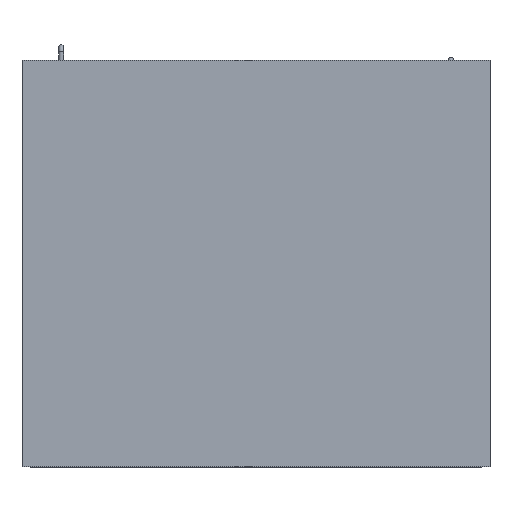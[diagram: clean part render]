
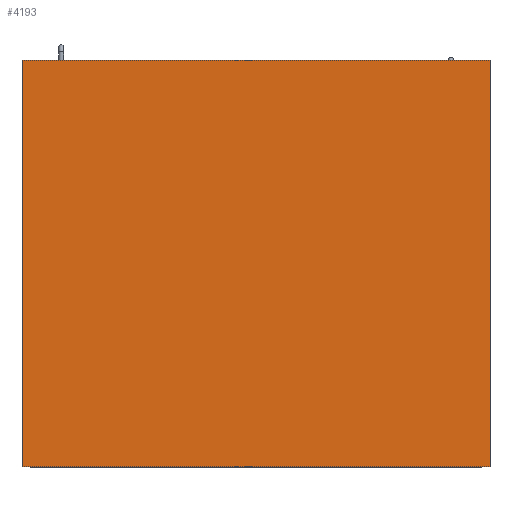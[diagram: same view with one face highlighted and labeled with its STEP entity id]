
A CAD part, front view. The second image highlights one B-rep face of the part: STEP entity #4193.
In plain terms, the highlighted planar face has unit normal (0, -1, 0).
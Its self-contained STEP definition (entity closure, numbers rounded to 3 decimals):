
#244=FACE_OUTER_BOUND('',#497,.T.);
#497=EDGE_LOOP('',(#2782,#2783,#2784,#2785));
#752=LINE('',#6103,#1246);
#755=LINE('',#6109,#1249);
#758=LINE('',#6115,#1252);
#761=LINE('',#6119,#1255);
#1246=VECTOR('',#4863,10.);
#1249=VECTOR('',#4868,10.);
#1252=VECTOR('',#4873,10.);
#1255=VECTOR('',#4878,10.);
#1740=VERTEX_POINT('',#6100);
#1741=VERTEX_POINT('',#6102);
#1743=VERTEX_POINT('',#6108);
#1745=VERTEX_POINT('',#6114);
#2152=EDGE_CURVE('',#1741,#1740,#752,.T.);
#2155=EDGE_CURVE('',#1743,#1741,#755,.T.);
#2158=EDGE_CURVE('',#1745,#1743,#758,.T.);
#2161=EDGE_CURVE('',#1740,#1745,#761,.T.);
#2782=ORIENTED_EDGE('',*,*,#2161,.T.);
#2783=ORIENTED_EDGE('',*,*,#2158,.T.);
#2784=ORIENTED_EDGE('',*,*,#2155,.T.);
#2785=ORIENTED_EDGE('',*,*,#2152,.T.);
#3991=PLANE('',#4491);
#4193=ADVANCED_FACE('',(#244),#3991,.T.);
#4491=AXIS2_PLACEMENT_3D('',#6121,#4881,#4882);
#4863=DIRECTION('',(1.,0.,0.));
#4868=DIRECTION('',(0.,0.,-1.));
#4873=DIRECTION('',(-1.,0.,0.));
#4878=DIRECTION('',(0.,0.,1.));
#4881=DIRECTION('center_axis',(0.,-1.,0.));
#4882=DIRECTION('ref_axis',(0.,0.,-1.));
#6100=CARTESIAN_POINT('',(400.,-20.,-347.5));
#6102=CARTESIAN_POINT('',(-400.,-20.,-347.5));
#6103=CARTESIAN_POINT('',(400.,-20.,-347.5));
#6108=CARTESIAN_POINT('',(-400.,-20.,347.5));
#6109=CARTESIAN_POINT('',(-400.,-20.,-347.5));
#6114=CARTESIAN_POINT('',(400.,-20.,347.5));
#6115=CARTESIAN_POINT('',(-400.,-20.,347.5));
#6119=CARTESIAN_POINT('',(400.,-20.,347.5));
#6121=CARTESIAN_POINT('Origin',(0.,-20.,0.));
